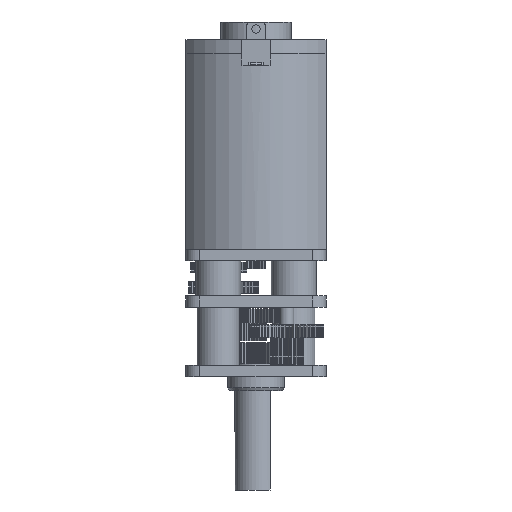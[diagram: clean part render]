
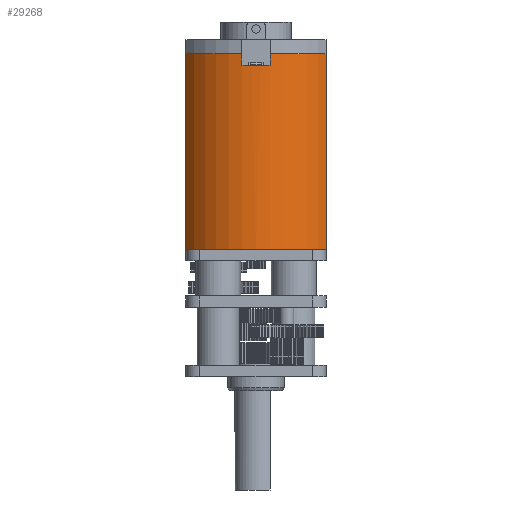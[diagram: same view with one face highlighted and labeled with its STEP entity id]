
A CAD part, left-side view. The second image highlights one B-rep face of the part: STEP entity #29268.
In plain terms, the highlighted cylindrical face has radius 6 mm (diameter 12 mm), a partial arc.
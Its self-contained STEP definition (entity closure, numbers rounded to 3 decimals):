
#1631=FACE_OUTER_BOUND('',#3154,.T.);
#3154=EDGE_LOOP('',(#20793,#20794,#20795,#20796,#20797,#20798,#20799,#20800));
#4737=LINE('',#40341,#8923);
#4739=LINE('',#40347,#8925);
#4742=LINE('',#40356,#8928);
#4743=LINE('',#40359,#8929);
#8923=VECTOR('',#32822,10.);
#8925=VECTOR('',#32830,10.);
#8928=VECTOR('',#32841,10.);
#8929=VECTOR('',#32844,10.);
#13061=CIRCLE('',#30870,6.);
#13062=CIRCLE('',#30872,6.);
#13064=CIRCLE('',#30876,6.);
#13066=CIRCLE('',#30882,6.);
#13287=VERTEX_POINT('',#40325);
#13288=VERTEX_POINT('',#40327);
#13289=VERTEX_POINT('',#40331);
#13290=VERTEX_POINT('',#40333);
#13292=VERTEX_POINT('',#40339);
#13293=VERTEX_POINT('',#40343);
#13295=VERTEX_POINT('',#40355);
#13296=VERTEX_POINT('',#40357);
#16253=EDGE_CURVE('',#13287,#13288,#13061,.T.);
#16256=EDGE_CURVE('',#13289,#13290,#13062,.T.);
#16260=EDGE_CURVE('',#13289,#13292,#4737,.T.);
#16262=EDGE_CURVE('',#13292,#13293,#13064,.T.);
#16263=EDGE_CURVE('',#13293,#13288,#4739,.T.);
#16267=EDGE_CURVE('',#13295,#13287,#4742,.T.);
#16268=EDGE_CURVE('',#13295,#13296,#13066,.T.);
#16269=EDGE_CURVE('',#13296,#13290,#4743,.T.);
#20793=ORIENTED_EDGE('',*,*,#16260,.T.);
#20794=ORIENTED_EDGE('',*,*,#16262,.T.);
#20795=ORIENTED_EDGE('',*,*,#16263,.T.);
#20796=ORIENTED_EDGE('',*,*,#16253,.F.);
#20797=ORIENTED_EDGE('',*,*,#16267,.F.);
#20798=ORIENTED_EDGE('',*,*,#16268,.T.);
#20799=ORIENTED_EDGE('',*,*,#16269,.T.);
#20800=ORIENTED_EDGE('',*,*,#16256,.F.);
#29148=CYLINDRICAL_SURFACE('',#30881,6.);
#29268=ADVANCED_FACE('',(#1631),#29148,.T.);
#30870=AXIS2_PLACEMENT_3D('',#40328,#32808,#32809);
#30872=AXIS2_PLACEMENT_3D('',#40334,#32814,#32815);
#30876=AXIS2_PLACEMENT_3D('',#40345,#32826,#32827);
#30881=AXIS2_PLACEMENT_3D('',#40354,#32839,#32840);
#30882=AXIS2_PLACEMENT_3D('',#40358,#32842,#32843);
#32808=DIRECTION('center_axis',(0.,0.,1.));
#32809=DIRECTION('ref_axis',(-0.553,0.833,0.));
#32814=DIRECTION('center_axis',(0.,0.,1.));
#32815=DIRECTION('ref_axis',(-0.553,0.833,0.));
#32822=DIRECTION('',(0.,0.,-1.));
#32826=DIRECTION('center_axis',(0.,0.,-1.));
#32827=DIRECTION('ref_axis',(-0.553,0.833,0.));
#32830=DIRECTION('',(0.,0.,1.));
#32839=DIRECTION('center_axis',(0.,0.,1.));
#32840=DIRECTION('ref_axis',(-0.553,0.833,0.));
#32841=DIRECTION('',(0.,0.,1.));
#32842=DIRECTION('center_axis',(0.,0.,1.));
#32843=DIRECTION('ref_axis',(-0.553,0.833,0.));
#32844=DIRECTION('',(0.,0.,1.));
#40325=CARTESIAN_POINT('',(-3.317,5.,14.));
#40327=CARTESIAN_POINT('',(-5.916,1.,14.));
#40328=CARTESIAN_POINT('Origin',(0.,0.,14.));
#40331=CARTESIAN_POINT('',(-5.916,-1.,14.));
#40333=CARTESIAN_POINT('',(-3.317,-5.,14.));
#40334=CARTESIAN_POINT('Origin',(0.,0.,14.));
#40339=CARTESIAN_POINT('',(-5.916,-1.,13.15));
#40341=CARTESIAN_POINT('',(-5.916,-1.,0.));
#40343=CARTESIAN_POINT('',(-5.916,1.,13.15));
#40345=CARTESIAN_POINT('Origin',(0.,0.,13.15));
#40347=CARTESIAN_POINT('',(-5.916,1.,0.));
#40354=CARTESIAN_POINT('Origin',(0.,0.,0.));
#40355=CARTESIAN_POINT('',(-3.317,5.,0.));
#40356=CARTESIAN_POINT('',(-3.317,5.,0.));
#40357=CARTESIAN_POINT('',(-3.317,-5.,0.));
#40358=CARTESIAN_POINT('Origin',(0.,0.,0.));
#40359=CARTESIAN_POINT('',(-3.317,-5.,0.));
